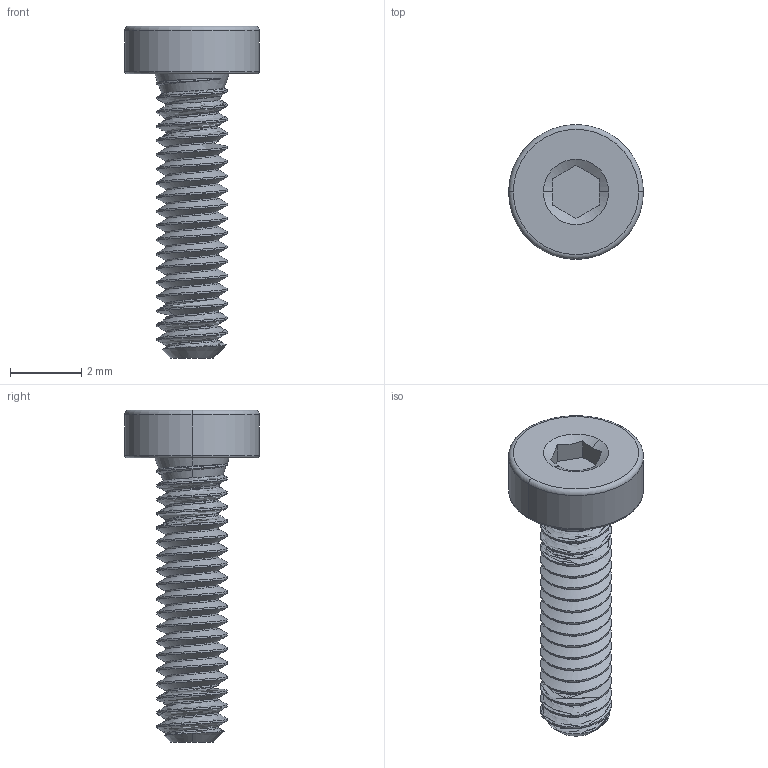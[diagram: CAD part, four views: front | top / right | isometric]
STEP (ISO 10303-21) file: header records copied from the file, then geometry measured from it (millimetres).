
FILE_DESCRIPTION (( 'STEP AP203' ), '1' );
FILE_NAME ('93070A277_Alloy Steel Low-Profile Socket Head Screw.STEP', '2026-01-08T20:28:46', ( 'McMaster Carr Supply' ), ( 'McMaster Carr Supply' ), 'SwSTEP 2.0', 'SolidWorks 2024', '' );
FILE_SCHEMA (( 'CONFIG_CONTROL_DESIGN' ));
Length unit declared in the file: millimetre
Products named in the file (1): 93070A277_Alloy Steel Low-Profile Socket Head Screw
Bounding box: 3.8 x 3.8 x 9.35 mm (x, y, z)
Volume: 33.6 mm3; surface area: 112.5 mm2
Topology: 1 solids, 1 shells, 67 faces, 185 edges, 122 vertices
Faces by surface type: cylinder 40, cone 10, plane 10, torus 4, bspline 3
Entity records: 4615 total; most frequent: CARTESIAN_POINT 3104, ORIENTED_EDGE 370, DIRECTION 231, EDGE_CURVE 185, VERTEX_POINT 122, AXIS2_PLACEMENT_3D 85, EDGE_LOOP 69, ADVANCED_FACE 67
